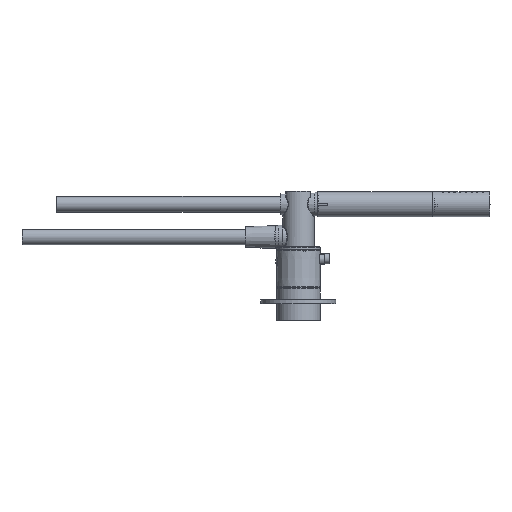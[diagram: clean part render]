
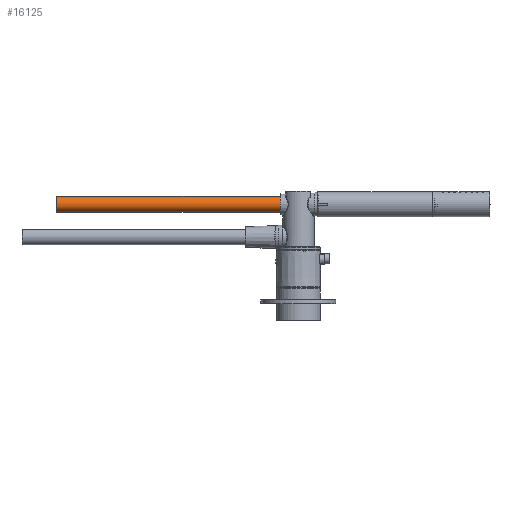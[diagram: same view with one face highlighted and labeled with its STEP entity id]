
A CAD part, front view. The second image highlights one B-rep face of the part: STEP entity #16125.
In plain terms, the highlighted cylindrical face has radius 7.5 mm (diameter 15 mm), a full revolution.
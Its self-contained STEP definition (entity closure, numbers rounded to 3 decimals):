
#781=CYLINDRICAL_SURFACE('',#17675,7.5);
#1719=CIRCLE('',#17674,7.5);
#1720=CIRCLE('',#17676,7.5);
#4493=ORIENTED_EDGE('',*,*,#6657,.F.);
#4494=ORIENTED_EDGE('',*,*,#6658,.T.);
#6657=EDGE_CURVE('',#8031,#8031,#1719,.T.);
#6658=EDGE_CURVE('',#8032,#8032,#1720,.T.);
#8031=VERTEX_POINT('',#28133);
#8032=VERTEX_POINT('',#28136);
#10742=EDGE_LOOP('',(#4493));
#10743=EDGE_LOOP('',(#4494));
#12160=FACE_BOUND('',#10742,.T.);
#12161=FACE_BOUND('',#10743,.T.);
#16125=ADVANCED_FACE('',(#12160,#12161),#781,.T.);
#17674=AXIS2_PLACEMENT_3D('',#28132,#20984,#20985);
#17675=AXIS2_PLACEMENT_3D('',#28134,#20986,#20987);
#17676=AXIS2_PLACEMENT_3D('',#28135,#20988,#20989);
#20984=DIRECTION('',(0.,-1.,0.));
#20985=DIRECTION('',(0.,0.,-1.));
#20986=DIRECTION('',(0.,-1.,0.));
#20987=DIRECTION('',(0.,0.,-1.));
#20988=DIRECTION('',(0.,-1.,0.));
#20989=DIRECTION('',(0.,0.,-1.));
#28132=CARTESIAN_POINT('',(0.,0.,0.));
#28133=CARTESIAN_POINT('',(0.,0.,-7.5));
#28134=CARTESIAN_POINT('',(0.,0.,0.));
#28135=CARTESIAN_POINT('',(0.,215.5,0.));
#28136=CARTESIAN_POINT('',(0.,215.5,-7.5));
